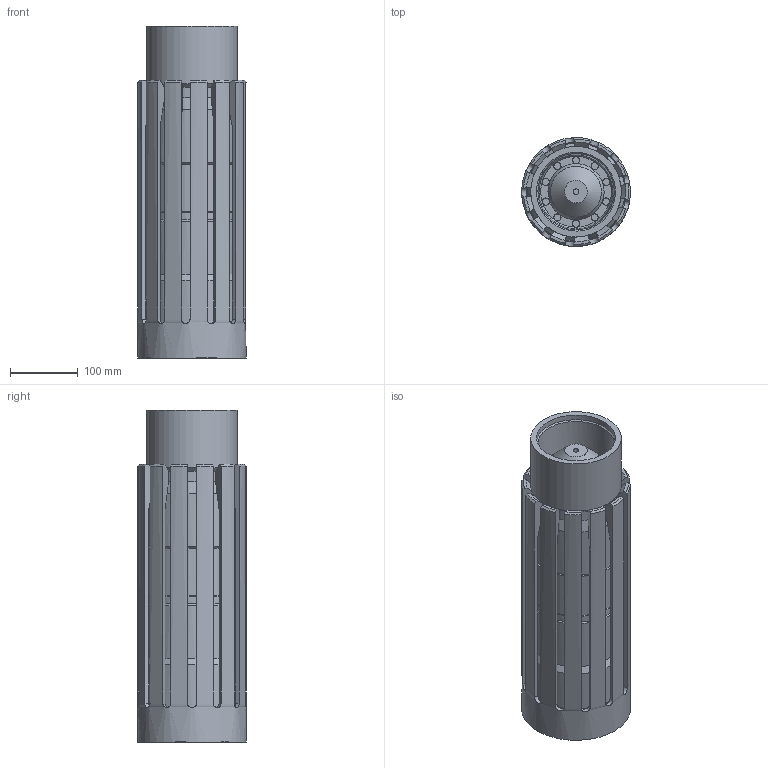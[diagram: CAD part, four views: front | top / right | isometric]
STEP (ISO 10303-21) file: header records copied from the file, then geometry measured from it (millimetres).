
FILE_DESCRIPTION(('FreeCAD Model'),'2;1');
FILE_NAME('Open CASCADE Shape Model','2025-04-27T07:27:55',('FreeCAD'),( 'FreeCAD'),'Open CASCADE STEP processor 7.6','FreeCAD','Unknown');
FILE_SCHEMA(('AUTOMOTIVE_DESIGN { 1 0 10303 214 1 1 1 1 }'));
Length unit declared in the file: millimetre
Products named in the file (1): Open CASCADE STEP translator 7.6 1
Bounding box: 159.83 x 159.9 x 488.48 mm (x, y, z)
Volume: 6174688.4 mm3; surface area: 1291502.7 mm2
Topology: 25 solids, 25 shells, 663 faces, 1628 edges, 974 vertices
Faces by surface type: bspline 663
Entity records: 27086 total; most frequent: CARTESIAN_POINT 18115, ORIENTED_EDGE 3254, EDGE_CURVE 1627, VERTEX_POINT 974, FACE_BOUND 761, EDGE_LOOP 761, ADVANCED_FACE 663, B_SPLINE_CURVE_WITH_KNOTS 626
